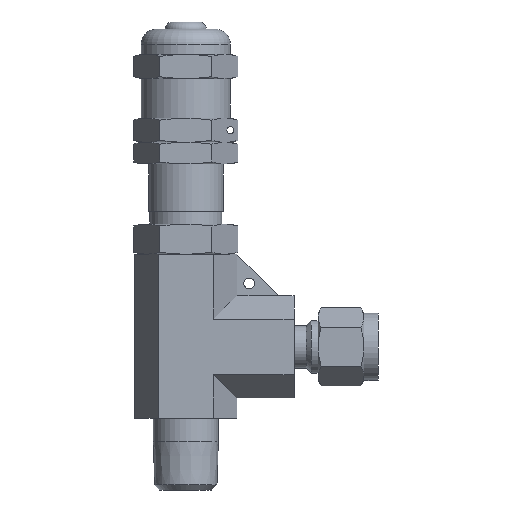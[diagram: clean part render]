
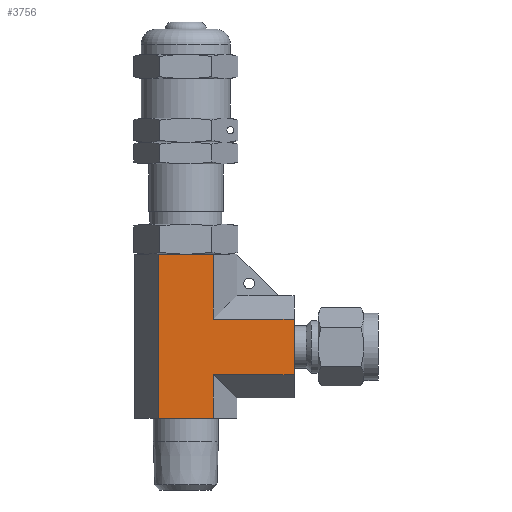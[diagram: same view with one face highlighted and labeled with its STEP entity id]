
A CAD part, front view. The second image highlights one B-rep face of the part: STEP entity #3756.
In plain terms, the highlighted planar face has unit normal (0, -1, 0).
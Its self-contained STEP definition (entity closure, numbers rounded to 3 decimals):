
#3331=CARTESIAN_POINT('POINT202',(5.844,-10.122,
   -5.844));
#3332=VERTEX_POINT('VERTEX202',#3331);
#3339=CARTESIAN_POINT('POINT203',(5.844,-10.122,
   -15.123));
#3340=VERTEX_POINT('VERTEX203',#3339);
#3341=CARTESIAN_POINT('POS211',(5.844,-10.122,
   -15.123));
#3342=DIRECTION('DIR325',(0.,0.,1.));
#3343=VECTOR('VEC97',#3342,25.4);
#3344=LINE('STRAIGHT97',#3341,#3343);
#3345=EDGE_CURVE('EDGE346',#3340,#3332,#3344,.T.);
#3373=CARTESIAN_POINT('POINT204',(-5.844,-10.122,
   -15.123));
#3374=VERTEX_POINT('VERTEX204',#3373);
#3375=CARTESIAN_POINT('POS215',(-5.844,-10.122,
   -15.123));
#3376=DIRECTION('DIR330',(1.,0.,0.));
#3377=VECTOR('VEC100',#3376,25.4);
#3378=LINE('STRAIGHT100',#3375,#3377);
#3379=EDGE_CURVE('EDGE349',#3374,#3340,#3378,.T.);
#3396=CARTESIAN_POINT('POINT205',(-5.844,-10.122,
   19.558));
#3397=VERTEX_POINT('VERTEX205',#3396);
#3398=CARTESIAN_POINT('POS217',(-5.844,-10.122,
   -15.123));
#3399=DIRECTION('DIR332',(0.,0.,1.));
#3400=VECTOR('VEC102',#3399,25.4);
#3401=LINE('STRAIGHT102',#3398,#3400);
#3402=EDGE_CURVE('EDGE351',#3374,#3397,#3401,.T.);
#3420=CARTESIAN_POINT('POINT206',(5.844,-10.122,
   19.558));
#3421=VERTEX_POINT('VERTEX206',#3420);
#3422=CARTESIAN_POINT('POS220',(-5.844,-10.122,
   19.558));
#3423=DIRECTION('DIR336',(-1.,0.,0.));
#3424=VECTOR('VEC104',#3423,25.4);
#3425=LINE('STRAIGHT104',#3422,#3424);
#3426=EDGE_CURVE('EDGE353',#3421,#3397,#3425,.T.);
#3502=CARTESIAN_POINT('POINT210',(5.844,-10.122,
   5.844));
#3503=VERTEX_POINT('VERTEX210',#3502);
#3512=EDGE_CURVE('EDGE361',#3503,#3421,#3344,.T.);
#3707=CARTESIAN_POINT('POINT220',(22.86,-10.122,
   -5.844));
#3708=VERTEX_POINT('VERTEX220',#3707);
#3715=CARTESIAN_POINT('POS252',(0.,-10.122,
   -5.844));
#3716=DIRECTION('DIR379',(1.,0.,
   0.));
#3717=VECTOR('VEC125',#3716,25.4);
#3718=LINE('STRAIGHT125',#3715,#3717);
#3719=EDGE_CURVE('EDGE378',#3332,#3708,#3718,.T.);
#3729=ORIENTED_EDGE('COEDGE738',*,*,#3719,.T.);
#3730=CARTESIAN_POINT('POINT221',(22.86,-10.122,
   5.844));
#3731=VERTEX_POINT('VERTEX221',#3730);
#3732=CARTESIAN_POINT('POS254',(22.86,-10.122,
   5.844));
#3733=DIRECTION('DIR382',(0.,0.,
   1.));
#3734=VECTOR('VEC126',#3733,25.4);
#3735=LINE('STRAIGHT126',#3732,#3734);
#3736=EDGE_CURVE('EDGE379',#3708,#3731,#3735,.T.);
#3737=ORIENTED_EDGE('COEDGE739',*,*,#3736,.T.);
#3738=CARTESIAN_POINT('POS255',(0.,-10.122,
   5.844));
#3739=DIRECTION('DIR383',(1.,0.,
   0.));
#3740=VECTOR('VEC127',#3739,25.4);
#3741=LINE('STRAIGHT127',#3738,#3740);
#3742=EDGE_CURVE('EDGE380',#3503,#3731,#3741,.T.);
#3743=ORIENTED_EDGE('COEDGE740',*,*,#3742,.F.);
#3744=ORIENTED_EDGE('COEDGE741',*,*,#3512,.T.);
#3745=ORIENTED_EDGE('COEDGE742',*,*,#3426,.T.);
#3746=ORIENTED_EDGE('COEDGE743',*,*,#3402,.F.);
#3747=ORIENTED_EDGE('COEDGE744',*,*,#3379,.T.);
#3748=ORIENTED_EDGE('COEDGE745',*,*,#3345,.T.);
#3749=EDGE_LOOP('NONE',(#3729,#3737,#3743,#3744,#3745,#3746,#3747,#3748)
   );
#3750=FACE_BOUND('LOOP1',#3749,.T.);
#3751=CARTESIAN_POINT('POS256',(0.076,-10.122,
   0.));
#3752=DIRECTION('DIR384',(0.,-1.,0.));
#3753=DIRECTION('DIR385',(1.,0.,0.));
#3754=AXIS2_PLACEMENT_3D('AXIS129',#3751,#3752,#3753);
#3755=PLANE('PLANE60',#3754);
#3756=ADVANCED_FACE('FACE174',(#3750),#3755,.T.);
